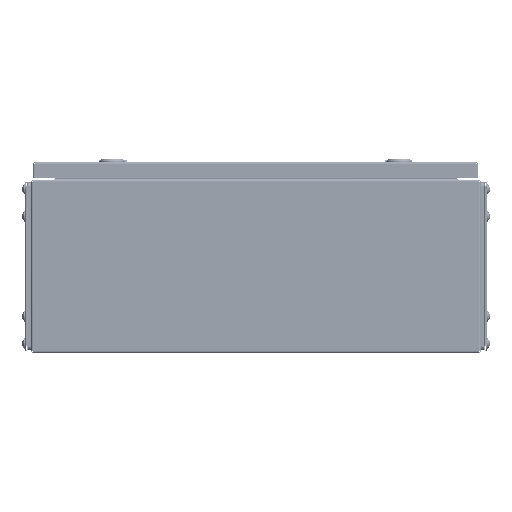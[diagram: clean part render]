
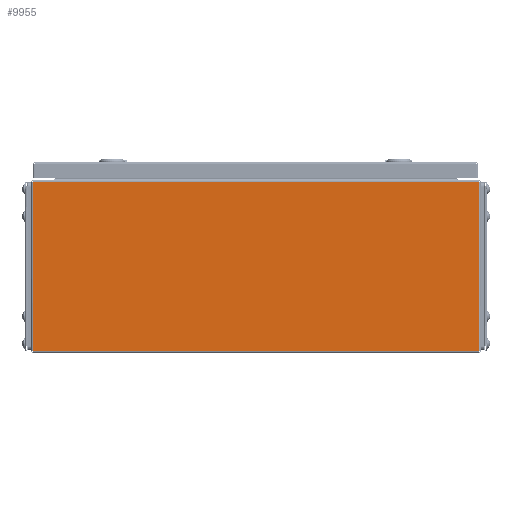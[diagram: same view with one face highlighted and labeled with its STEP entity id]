
A CAD part, left-side view. The second image highlights one B-rep face of the part: STEP entity #9955.
In plain terms, the highlighted planar face has unit normal (-1, 0, 0).
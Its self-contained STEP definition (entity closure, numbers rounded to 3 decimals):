
#5135 = DIRECTION ( 'NONE',  ( 0., 0., 1. ) ) ;
#6227 = ORIENTED_EDGE ( 'NONE', *, *, #25360, .F. ) ;
#8841 = CARTESIAN_POINT ( 'NONE',  ( -150., 245.5, 1. ) ) ;
#9955 = ADVANCED_FACE ( 'NONE', ( #56397 ), #17029, .F. ) ;
#10120 = VECTOR ( 'NONE', #61480, 1000. ) ;
#10662 = CARTESIAN_POINT ( 'NONE',  ( -150., 245.5, 187.5 ) ) ;
#12825 = ORIENTED_EDGE ( 'NONE', *, *, #35888, .T. ) ;
#14354 = LINE ( 'NONE', #15628, #10120 ) ;
#15628 = CARTESIAN_POINT ( 'NONE',  ( -150., 245.5, 0. ) ) ;
#17029 = PLANE ( 'NONE',  #51137 ) ;
#24231 = EDGE_CURVE ( 'NONE', #27039, #25673, #31130, .T. ) ;
#25360 = EDGE_CURVE ( 'NONE', #27039, #68062, #59837, .T. ) ;
#25673 = VERTEX_POINT ( 'NONE', #66855 ) ;
#27039 = VERTEX_POINT ( 'NONE', #41542 ) ;
#31130 = LINE ( 'NONE', #63553, #67680 ) ;
#35888 = EDGE_CURVE ( 'NONE', #56597, #68062, #14354, .T. ) ;
#37769 = DIRECTION ( 'NONE',  ( 0., 0., -1. ) ) ;
#41542 = CARTESIAN_POINT ( 'NONE',  ( -150., -245.5, 1. ) ) ;
#44186 = VECTOR ( 'NONE', #76050, 1000. ) ;
#50336 = CARTESIAN_POINT ( 'NONE',  ( -150., 0., 0. ) ) ;
#50965 = CARTESIAN_POINT ( 'NONE',  ( -150., -245.5, 187.5 ) ) ;
#51137 = AXIS2_PLACEMENT_3D ( 'NONE', #50336, #84018, #37769 ) ;
#52098 = DIRECTION ( 'NONE',  ( 0., 1., 0. ) ) ;
#56397 = FACE_OUTER_BOUND ( 'NONE', #69430, .T. ) ;
#56597 = VERTEX_POINT ( 'NONE', #10662 ) ;
#59837 = LINE ( 'NONE', #73673, #77509 ) ;
#61480 = DIRECTION ( 'NONE',  ( 0., 0., -1. ) ) ;
#63553 = CARTESIAN_POINT ( 'NONE',  ( -150., -245.5, 0. ) ) ;
#66855 = CARTESIAN_POINT ( 'NONE',  ( -150., -245.5, 187.5 ) ) ;
#67680 = VECTOR ( 'NONE', #5135, 1000. ) ;
#68062 = VERTEX_POINT ( 'NONE', #8841 ) ;
#69430 = EDGE_LOOP ( 'NONE', ( #71969, #12825, #6227, #76144 ) ) ;
#71969 = ORIENTED_EDGE ( 'NONE', *, *, #82954, .T. ) ;
#73673 = CARTESIAN_POINT ( 'NONE',  ( -150., 245.5, 1. ) ) ;
#76050 = DIRECTION ( 'NONE',  ( 0., 1., 0. ) ) ;
#76144 = ORIENTED_EDGE ( 'NONE', *, *, #24231, .T. ) ;
#77509 = VECTOR ( 'NONE', #52098, 1000. ) ;
#82954 = EDGE_CURVE ( 'NONE', #25673, #56597, #83798, .T. ) ;
#83798 = LINE ( 'NONE', #50965, #44186 ) ;
#84018 = DIRECTION ( 'NONE',  ( 1., 0., 0. ) ) ;
